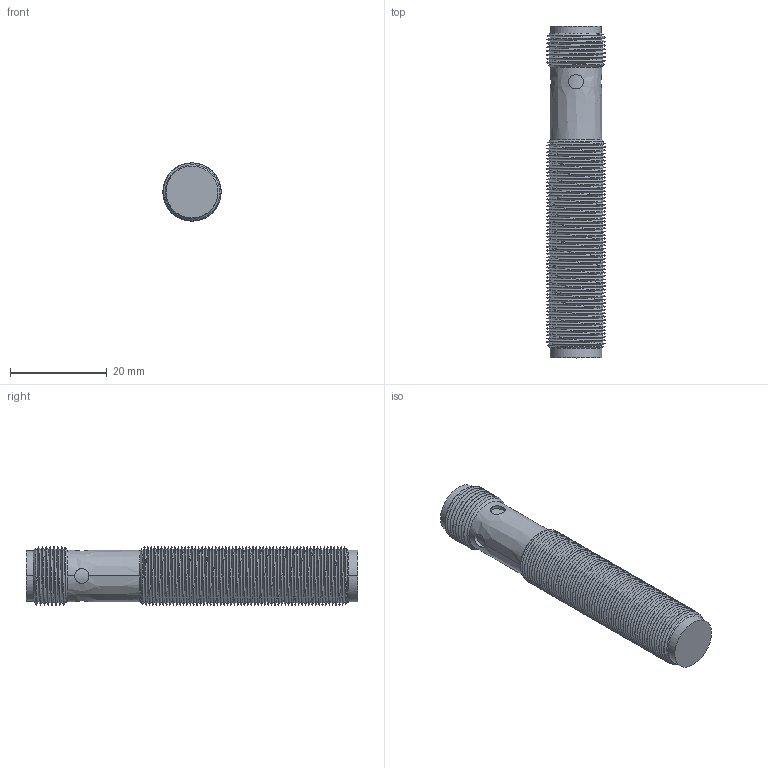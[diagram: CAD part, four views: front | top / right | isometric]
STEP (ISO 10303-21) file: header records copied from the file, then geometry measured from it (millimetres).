
FILE_DESCRIPTION( ('This file contains a STEP AP42 implementation' ,'as created by ZW3D STEP Interface translator.') ,'2;1' );
FILE_NAME( 'FCS1-1202X-XUL3.stp' ,'20 530. 85241', (''), ('ZWCAD Software Co.'), 'Version 1.0', 'ZW3D to STEP translator', '' );
FILE_SCHEMA(('AUTOMOTIVE_DESIGN'));
Length unit declared in the file: millimetre
Products named in the file (2): 0; FCS1-1202X-XUL3
Bounding box: 12 x 68.5 x 12 mm (x, y, z)
Volume: 6383.6 mm3; surface area: 4794.5 mm2
Topology: 1 solids, 1 shells, 231 faces, 635 edges, 407 vertices
Faces by surface type: bspline 231
Entity records: 24884 total; most frequent: CARTESIAN_POINT 20988, ORIENTED_EDGE 1258, EDGE_CURVE 629, B_SPLINE_CURVE_WITH_KNOTS 577, VERTEX_POINT 407, EDGE_LOOP 238, FACE_OUTER_BOUND 231, ADVANCED_FACE 231
